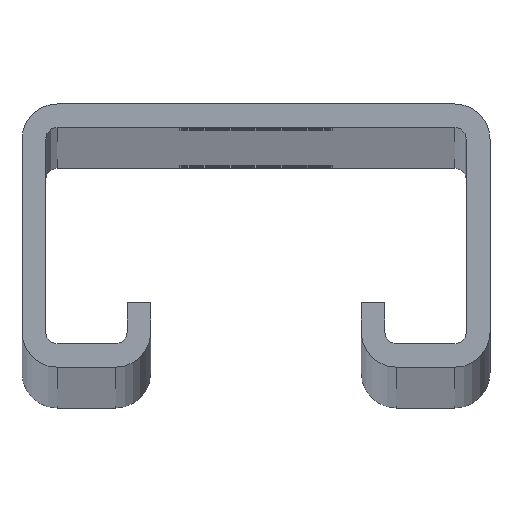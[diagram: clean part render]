
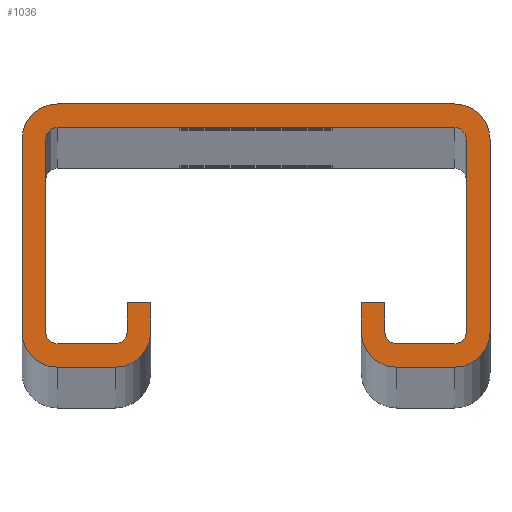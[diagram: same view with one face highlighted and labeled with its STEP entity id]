
A CAD part, top view. The second image highlights one B-rep face of the part: STEP entity #1036.
In plain terms, the highlighted planar face has unit normal (0, 0, 1).
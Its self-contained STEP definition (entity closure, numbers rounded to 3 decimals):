
#94=DIRECTION('',(0.,-1.,0.));
#95=VECTOR('',#94,2.5);
#96=CARTESIAN_POINT('',(31.,5.5,2000.));
#97=LINE('',#96,#95);
#106=CARTESIAN_POINT('',(8.,3.,2000.));
#107=DIRECTION('',(0.,0.,1.));
#108=DIRECTION('',(0.,-1.,0.));
#109=AXIS2_PLACEMENT_3D('',#106,#107,#108);
#111=CARTESIAN_POINT('',(3.,3.,2000.));
#112=DIRECTION('',(0.,0.,1.));
#113=DIRECTION('',(-1.,0.,0.));
#114=AXIS2_PLACEMENT_3D('',#111,#112,#113);
#116=CARTESIAN_POINT('',(3.,19.5,2000.));
#117=DIRECTION('',(0.,0.,1.));
#118=DIRECTION('',(0.,1.,0.));
#119=AXIS2_PLACEMENT_3D('',#116,#117,#118);
#121=CARTESIAN_POINT('',(37.,19.5,2000.));
#122=DIRECTION('',(0.,0.,1.));
#123=DIRECTION('',(1.,0.,0.));
#124=AXIS2_PLACEMENT_3D('',#121,#122,#123);
#126=CARTESIAN_POINT('',(37.,3.,2000.));
#127=DIRECTION('',(0.,0.,1.));
#128=DIRECTION('',(0.,-1.,0.));
#129=AXIS2_PLACEMENT_3D('',#126,#127,#128);
#131=CARTESIAN_POINT('',(32.,3.,2000.));
#132=DIRECTION('',(0.,0.,1.));
#133=DIRECTION('',(-1.,0.,0.));
#134=AXIS2_PLACEMENT_3D('',#131,#132,#133);
#136=CARTESIAN_POINT('',(32.,3.,2000.));
#137=DIRECTION('',(0.,0.,-1.));
#138=DIRECTION('',(0.,-1.,0.));
#139=AXIS2_PLACEMENT_3D('',#136,#137,#138);
#141=CARTESIAN_POINT('',(37.,3.,2000.));
#142=DIRECTION('',(0.,0.,-1.));
#143=DIRECTION('',(1.,0.,0.));
#144=AXIS2_PLACEMENT_3D('',#141,#142,#143);
#146=CARTESIAN_POINT('',(37.,19.5,2000.));
#147=DIRECTION('',(0.,0.,-1.));
#148=DIRECTION('',(0.,1.,0.));
#149=AXIS2_PLACEMENT_3D('',#146,#147,#148);
#151=CARTESIAN_POINT('',(3.,19.5,2000.));
#152=DIRECTION('',(0.,0.,-1.));
#153=DIRECTION('',(-1.,0.,0.));
#154=AXIS2_PLACEMENT_3D('',#151,#152,#153);
#156=CARTESIAN_POINT('',(3.,3.,2000.));
#157=DIRECTION('',(0.,0.,-1.));
#158=DIRECTION('',(0.,-1.,0.));
#159=AXIS2_PLACEMENT_3D('',#156,#157,#158);
#161=CARTESIAN_POINT('',(8.,3.,2000.));
#162=DIRECTION('',(0.,0.,-1.));
#163=DIRECTION('',(1.,0.,0.));
#164=AXIS2_PLACEMENT_3D('',#161,#162,#163);
#174=DIRECTION('',(1.,0.,0.));
#175=VECTOR('',#174,2.);
#176=CARTESIAN_POINT('',(9.,5.5,2000.));
#177=LINE('',#176,#175);
#182=DIRECTION('',(0.,-1.,0.));
#183=VECTOR('',#182,2.5);
#184=CARTESIAN_POINT('',(11.,5.5,2000.));
#185=LINE('',#184,#183);
#194=DIRECTION('',(-1.,0.,0.));
#195=VECTOR('',#194,5.);
#196=CARTESIAN_POINT('',(8.,0.,2000.));
#197=LINE('',#196,#195);
#206=DIRECTION('',(0.,1.,0.));
#207=VECTOR('',#206,16.5);
#208=CARTESIAN_POINT('',(0.,3.,2000.));
#209=LINE('',#208,#207);
#222=DIRECTION('',(1.,0.,0.));
#223=VECTOR('',#222,34.);
#224=CARTESIAN_POINT('',(3.,22.5,2000.));
#225=LINE('',#224,#223);
#346=DIRECTION('',(0.,-1.,0.));
#347=VECTOR('',#346,16.5);
#348=CARTESIAN_POINT('',(40.,19.5,2000.));
#349=LINE('',#348,#347);
#358=DIRECTION('',(-1.,0.,0.));
#359=VECTOR('',#358,5.);
#360=CARTESIAN_POINT('',(37.,0.,2000.));
#361=LINE('',#360,#359);
#370=DIRECTION('',(0.,1.,0.));
#371=VECTOR('',#370,2.5);
#372=CARTESIAN_POINT('',(29.,3.,2000.));
#373=LINE('',#372,#371);
#386=DIRECTION('',(1.,0.,0.));
#387=VECTOR('',#386,2.);
#388=CARTESIAN_POINT('',(29.,5.5,2000.));
#389=LINE('',#388,#387);
#390=DIRECTION('',(-1.,0.,0.));
#391=VECTOR('',#390,34.);
#392=CARTESIAN_POINT('',(37.,20.5,2000.));
#393=LINE('',#392,#391);
#510=DIRECTION('',(0.,1.,0.));
#511=VECTOR('',#510,16.5);
#512=CARTESIAN_POINT('',(38.,3.,2000.));
#513=LINE('',#512,#511);
#526=DIRECTION('',(1.,0.,0.));
#527=VECTOR('',#526,5.);
#528=CARTESIAN_POINT('',(32.,2.,2000.));
#529=LINE('',#528,#527);
#542=DIRECTION('',(0.,-1.,0.));
#543=VECTOR('',#542,16.5);
#544=CARTESIAN_POINT('',(2.,19.5,2000.));
#545=LINE('',#544,#543);
#558=DIRECTION('',(1.,0.,0.));
#559=VECTOR('',#558,5.);
#560=CARTESIAN_POINT('',(3.,2.,2000.));
#561=LINE('',#560,#559);
#570=DIRECTION('',(0.,1.,0.));
#571=VECTOR('',#570,2.5);
#572=CARTESIAN_POINT('',(9.,3.,2000.));
#573=LINE('',#572,#571);
#730=CARTESIAN_POINT('',(31.,3.,2000.));
#731=VERTEX_POINT('',#730);
#732=CARTESIAN_POINT('',(31.,5.5,2000.));
#733=VERTEX_POINT('',#732);
#734=CARTESIAN_POINT('',(29.,5.5,2000.));
#735=VERTEX_POINT('',#734);
#748=CARTESIAN_POINT('',(11.,3.,2000.));
#749=VERTEX_POINT('',#748);
#750=CARTESIAN_POINT('',(11.,5.5,2000.));
#751=VERTEX_POINT('',#750);
#752=CARTESIAN_POINT('',(9.,5.5,2000.));
#753=VERTEX_POINT('',#752);
#754=CARTESIAN_POINT('',(8.,2.,2000.));
#755=VERTEX_POINT('',#754);
#756=CARTESIAN_POINT('',(3.,2.,2000.));
#757=VERTEX_POINT('',#756);
#762=CARTESIAN_POINT('',(32.,2.,2000.));
#763=VERTEX_POINT('',#762);
#764=CARTESIAN_POINT('',(37.,2.,2000.));
#765=VERTEX_POINT('',#764);
#766=CARTESIAN_POINT('',(3.,0.,2000.));
#767=VERTEX_POINT('',#766);
#768=CARTESIAN_POINT('',(0.,3.,2000.));
#769=VERTEX_POINT('',#768);
#770=CARTESIAN_POINT('',(8.,0.,2000.));
#771=VERTEX_POINT('',#770);
#772=CARTESIAN_POINT('',(29.,3.,2000.));
#773=VERTEX_POINT('',#772);
#774=CARTESIAN_POINT('',(0.,19.5,2000.));
#775=VERTEX_POINT('',#774);
#776=CARTESIAN_POINT('',(3.,22.5,2000.));
#777=VERTEX_POINT('',#776);
#778=CARTESIAN_POINT('',(38.,3.,2000.));
#779=VERTEX_POINT('',#778);
#780=CARTESIAN_POINT('',(38.,19.5,2000.));
#781=VERTEX_POINT('',#780);
#782=CARTESIAN_POINT('',(37.,20.5,2000.));
#783=VERTEX_POINT('',#782);
#784=CARTESIAN_POINT('',(37.,22.5,2000.));
#785=VERTEX_POINT('',#784);
#786=CARTESIAN_POINT('',(40.,19.5,2000.));
#787=VERTEX_POINT('',#786);
#788=CARTESIAN_POINT('',(37.,0.,2000.));
#789=VERTEX_POINT('',#788);
#790=CARTESIAN_POINT('',(32.,0.,2000.));
#791=VERTEX_POINT('',#790);
#792=CARTESIAN_POINT('',(2.,19.5,2000.));
#793=VERTEX_POINT('',#792);
#794=CARTESIAN_POINT('',(2.,3.,2000.));
#795=VERTEX_POINT('',#794);
#796=CARTESIAN_POINT('',(9.,3.,2000.));
#797=VERTEX_POINT('',#796);
#798=CARTESIAN_POINT('',(3.,20.5,2000.));
#799=VERTEX_POINT('',#798);
#880=CARTESIAN_POINT('',(40.,3.,2000.));
#881=VERTEX_POINT('',#880);
#975=CARTESIAN_POINT('',(-69.667,-2.25,2000.));
#976=DIRECTION('',(0.,0.,-1.));
#977=DIRECTION('',(1.,0.,0.));
#978=AXIS2_PLACEMENT_3D('',#975,#976,#977);
#979=PLANE('',#978);
#981=ORIENTED_EDGE('',*,*,#980,.T.);
#983=ORIENTED_EDGE('',*,*,#982,.T.);
#985=ORIENTED_EDGE('',*,*,#984,.F.);
#987=ORIENTED_EDGE('',*,*,#986,.T.);
#989=ORIENTED_EDGE('',*,*,#988,.F.);
#991=ORIENTED_EDGE('',*,*,#990,.T.);
#993=ORIENTED_EDGE('',*,*,#992,.F.);
#995=ORIENTED_EDGE('',*,*,#994,.T.);
#997=ORIENTED_EDGE('',*,*,#996,.F.);
#999=ORIENTED_EDGE('',*,*,#998,.T.);
#1001=ORIENTED_EDGE('',*,*,#1000,.F.);
#1003=ORIENTED_EDGE('',*,*,#1002,.T.);
#1005=ORIENTED_EDGE('',*,*,#1004,.F.);
#1007=ORIENTED_EDGE('',*,*,#1006,.T.);
#1009=ORIENTED_EDGE('',*,*,#1008,.T.);
#1010=ORIENTED_EDGE('',*,*,#954,.T.);
#1011=ORIENTED_EDGE('',*,*,#966,.F.);
#1013=ORIENTED_EDGE('',*,*,#1012,.T.);
#1015=ORIENTED_EDGE('',*,*,#1014,.F.);
#1017=ORIENTED_EDGE('',*,*,#1016,.T.);
#1019=ORIENTED_EDGE('',*,*,#1018,.F.);
#1021=ORIENTED_EDGE('',*,*,#1020,.T.);
#1023=ORIENTED_EDGE('',*,*,#1022,.F.);
#1025=ORIENTED_EDGE('',*,*,#1024,.T.);
#1027=ORIENTED_EDGE('',*,*,#1026,.F.);
#1029=ORIENTED_EDGE('',*,*,#1028,.T.);
#1031=ORIENTED_EDGE('',*,*,#1030,.F.);
#1033=ORIENTED_EDGE('',*,*,#1032,.T.);
#1034=EDGE_LOOP('',(#981,#983,#985,#987,#989,#991,#993,#995,#997,#999,#1001,
#1003,#1005,#1007,#1009,#1010,#1011,#1013,#1015,#1017,#1019,#1021,#1023,#1025,
#1027,#1029,#1031,#1033));
#1035=FACE_OUTER_BOUND('',#1034,.F.);
#1036=ADVANCED_FACE('',(#1035),#979,.F.);
#110=CIRCLE('',#109,3.);
#115=CIRCLE('',#114,3.);
#120=CIRCLE('',#119,3.);
#125=CIRCLE('',#124,3.);
#130=CIRCLE('',#129,3.);
#135=CIRCLE('',#134,3.);
#140=CIRCLE('',#139,1.);
#145=CIRCLE('',#144,1.);
#150=CIRCLE('',#149,1.);
#155=CIRCLE('',#154,1.);
#160=CIRCLE('',#159,1.);
#165=CIRCLE('',#164,1.);
#954=EDGE_CURVE('',#733,#731,#97,.T.);
#966=EDGE_CURVE('',#763,#731,#140,.T.);
#980=EDGE_CURVE('',#753,#751,#177,.T.);
#982=EDGE_CURVE('',#751,#749,#185,.T.);
#984=EDGE_CURVE('',#771,#749,#110,.T.);
#986=EDGE_CURVE('',#771,#767,#197,.T.);
#988=EDGE_CURVE('',#769,#767,#115,.T.);
#990=EDGE_CURVE('',#769,#775,#209,.T.);
#992=EDGE_CURVE('',#777,#775,#120,.T.);
#994=EDGE_CURVE('',#777,#785,#225,.T.);
#996=EDGE_CURVE('',#787,#785,#125,.T.);
#998=EDGE_CURVE('',#787,#881,#349,.T.);
#1000=EDGE_CURVE('',#789,#881,#130,.T.);
#1002=EDGE_CURVE('',#789,#791,#361,.T.);
#1004=EDGE_CURVE('',#773,#791,#135,.T.);
#1006=EDGE_CURVE('',#773,#735,#373,.T.);
#1008=EDGE_CURVE('',#735,#733,#389,.T.);
#1012=EDGE_CURVE('',#763,#765,#529,.T.);
#1014=EDGE_CURVE('',#779,#765,#145,.T.);
#1016=EDGE_CURVE('',#779,#781,#513,.T.);
#1018=EDGE_CURVE('',#783,#781,#150,.T.);
#1020=EDGE_CURVE('',#783,#799,#393,.T.);
#1022=EDGE_CURVE('',#793,#799,#155,.T.);
#1024=EDGE_CURVE('',#793,#795,#545,.T.);
#1026=EDGE_CURVE('',#757,#795,#160,.T.);
#1028=EDGE_CURVE('',#757,#755,#561,.T.);
#1030=EDGE_CURVE('',#797,#755,#165,.T.);
#1032=EDGE_CURVE('',#797,#753,#573,.T.);
